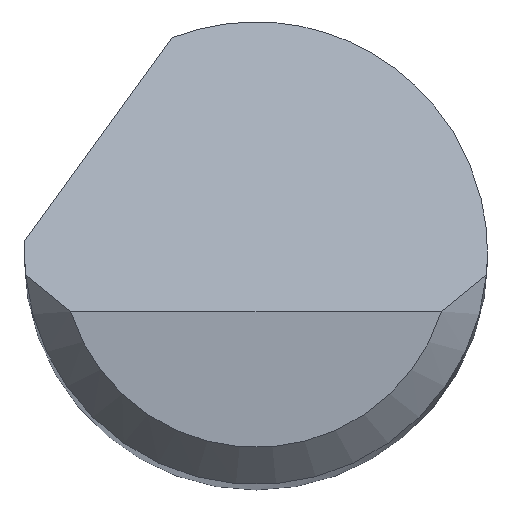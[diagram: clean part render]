
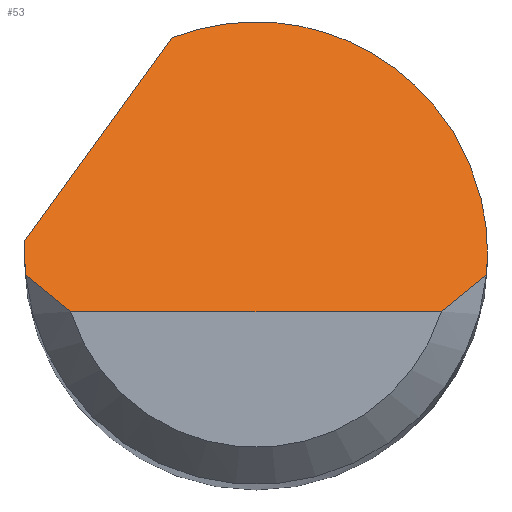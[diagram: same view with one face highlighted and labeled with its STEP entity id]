
A CAD part, top view. The second image highlights one B-rep face of the part: STEP entity #53.
In plain terms, the highlighted planar face has unit normal (0, 0.707, 0.707).
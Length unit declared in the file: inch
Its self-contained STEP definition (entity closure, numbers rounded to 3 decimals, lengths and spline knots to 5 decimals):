
#3 =( BOUNDED_CURVE ( )  B_SPLINE_CURVE ( 3, ( #424, #208, #341, #384 ),
 .UNSPECIFIED., .F., .F. ) 
 B_SPLINE_CURVE_WITH_KNOTS ( ( 4, 4 ),
 ( 1.5708, 1.66427 ),
 .UNSPECIFIED. ) 
 CURVE ( )  GEOMETRIC_REPRESENTATION_ITEM ( )  RATIONAL_B_SPLINE_CURVE ( ( 1., 0.999, 0.999, 1. ) ) 
 REPRESENTATION_ITEM ( '' )  );
#11 = VERTEX_POINT ( 'NONE', #413 ) ;
#16 = VERTEX_POINT ( 'NONE', #451 ) ;
#23 = EDGE_CURVE ( 'NONE', #288, #234, #388, .T. ) ;
#53 = ADVANCED_FACE ( 'NONE', ( #262 ), #370, .F. ) ;
#54 = CARTESIAN_POINT ( 'NONE',  ( 0.07508, -0.02375, 1.5 ) ) ;
#58 = VERTEX_POINT ( 'NONE', #218 ) ;
#71 = VERTEX_POINT ( 'NONE', #212 ) ;
#73 = CARTESIAN_POINT ( 'NONE',  ( -0.03394, 0.08739, 1.38886 ) ) ;
#81 = ORIENTED_EDGE ( 'NONE', *, *, #23, .F. ) ;
#83 = EDGE_CURVE ( 'NONE', #11, #71, #297, .T. ) ;
#87 = CARTESIAN_POINT ( 'NONE',  ( -0.09362, 0.005, 1.47125 ) ) ;
#122 = EDGE_CURVE ( 'NONE', #288, #412, #258, .T. ) ;
#123 = CARTESIAN_POINT ( 'NONE',  ( -0.09375, -0.02375, 1.5 ) ) ;
#136 = CARTESIAN_POINT ( 'NONE',  ( -0.08157, -0.019, 1.49525 ) ) ;
#146 = B_SPLINE_CURVE_WITH_KNOTS ( 'NONE', 3,
 ( #54, #531, #204, #497 ),
 .UNSPECIFIED., .F., .F.,
 ( 4, 4 ),
 ( 0., 0.00071 ),
 .UNSPECIFIED. ) ;
#158 = VECTOR ( 'NONE', #347, 39.37008 ) ;
#159 = CARTESIAN_POINT ( 'NONE',  ( 0.09375, 0.07266, 1.40359 ) ) ;
#188 = ORIENTED_EDGE ( 'NONE', *, *, #122, .T. ) ;
#200 = EDGE_CURVE ( 'NONE', #326, #16, #500, .T. ) ;
#201 = ORIENTED_EDGE ( 'NONE', *, *, #291, .T. ) ;
#204 = CARTESIAN_POINT ( 'NONE',  ( 0.08761, -0.01397, 1.49022 ) ) ;
#208 = CARTESIAN_POINT ( 'NONE',  ( 0.09375, -0.00292, 1.47917 ) ) ;
#212 = CARTESIAN_POINT ( 'NONE',  ( 0.07508, -0.02375, 1.5 ) ) ;
#214 = CARTESIAN_POINT ( 'NONE',  ( -0.09375, 0.00167, 1.47458 ) ) ;
#218 = CARTESIAN_POINT ( 'NONE',  ( 0.09334, -0.00875, 1.485 ) ) ;
#234 = VERTEX_POINT ( 'NONE', #320 ) ;
#244 = CARTESIAN_POINT ( 'NONE',  ( 0.03379, 0.11369, 1.36256 ) ) ;
#253 = ORIENTED_EDGE ( 'NONE', *, *, #375, .F. ) ;
#258 = LINE ( 'NONE', #339, #158 ) ;
#262 = FACE_OUTER_BOUND ( 'NONE', #329, .T. ) ;
#264 = CARTESIAN_POINT ( 'NONE',  ( -0.03394, 0.08739, 1.38886 ) ) ;
#288 = VERTEX_POINT ( 'NONE', #264 ) ;
#291 = EDGE_CURVE ( 'NONE', #71, #58, #146, .T. ) ;
#294 =( BOUNDED_CURVE ( )  B_SPLINE_CURVE ( 3, ( #437, #214, #520, #314 ),
 .UNSPECIFIED., .F., .F. ) 
 B_SPLINE_CURVE_WITH_KNOTS ( ( 4, 4 ),
 ( 4.71239, 4.76575 ),
 .UNSPECIFIED. ) 
 CURVE ( )  GEOMETRIC_REPRESENTATION_ITEM ( )  RATIONAL_B_SPLINE_CURVE ( ( 1., 1., 1., 1. ) ) 
 REPRESENTATION_ITEM ( '' )  );
#296 = CARTESIAN_POINT ( 'NONE',  ( -0.09334, -0.00875, 1.485 ) ) ;
#297 = LINE ( 'NONE', #305, #390 ) ;
#305 = CARTESIAN_POINT ( 'NONE',  ( 0., -0.02375, 1.5 ) ) ;
#310 = ORIENTED_EDGE ( 'NONE', *, *, #515, .T. ) ;
#314 = CARTESIAN_POINT ( 'NONE',  ( -0.09362, 0.005, 1.47125 ) ) ;
#316 = CARTESIAN_POINT ( 'NONE',  ( -0.09375, -0.00292, 1.47917 ) ) ;
#320 = CARTESIAN_POINT ( 'NONE',  ( 0.09375, 0., 1.47625 ) ) ;
#326 = VERTEX_POINT ( 'NONE', #296 ) ;
#329 = EDGE_LOOP ( 'NONE', ( #442, #201, #253, #81, #188, #344, #490, #310 ) ) ;
#339 = CARTESIAN_POINT ( 'NONE',  ( -0.11014, -0.01781, 1.49406 ) ) ;
#341 = CARTESIAN_POINT ( 'NONE',  ( 0.09361, -0.00584, 1.48209 ) ) ;
#344 = ORIENTED_EDGE ( 'NONE', *, *, #454, .F. ) ;
#347 = DIRECTION ( 'NONE',  ( -0.456, -0.629, 0.629 ) ) ;
#350 = CARTESIAN_POINT ( 'NONE',  ( -0.09334, -0.00875, 1.485 ) ) ;
#368 = CARTESIAN_POINT ( 'NONE',  ( 0.09375, 0., 1.47625 ) ) ;
#370 = PLANE ( 'NONE',  #486 ) ;
#375 = EDGE_CURVE ( 'NONE', #234, #58, #3, .T. ) ;
#384 = CARTESIAN_POINT ( 'NONE',  ( 0.09334, -0.00875, 1.485 ) ) ;
#385 = DIRECTION ( 'NONE',  ( 1., 0., 0. ) ) ;
#387 = DIRECTION ( 'NONE',  ( 0., -0.707, -0.707 ) ) ;
#388 =( BOUNDED_CURVE ( )  B_SPLINE_CURVE ( 3, ( #73, #244, #159, #368 ),
 .UNSPECIFIED., .F., .F. ) 
 B_SPLINE_CURVE_WITH_KNOTS ( ( 4, 4 ),
 ( 5.91277, 7.85398 ),
 .UNSPECIFIED. ) 
 CURVE ( )  GEOMETRIC_REPRESENTATION_ITEM ( )  RATIONAL_B_SPLINE_CURVE ( ( 1., 0.71, 0.71, 1. ) ) 
 REPRESENTATION_ITEM ( '' )  );
#390 = VECTOR ( 'NONE', #385, 39.37008 ) ;
#405 = CARTESIAN_POINT ( 'NONE',  ( -0.09375, 0., 1.47625 ) ) ;
#412 = VERTEX_POINT ( 'NONE', #87 ) ;
#413 = CARTESIAN_POINT ( 'NONE',  ( -0.07508, -0.02375, 1.5 ) ) ;
#424 = CARTESIAN_POINT ( 'NONE',  ( 0.09375, 0., 1.47625 ) ) ;
#437 = CARTESIAN_POINT ( 'NONE',  ( -0.09375, 0., 1.47625 ) ) ;
#442 = ORIENTED_EDGE ( 'NONE', *, *, #83, .T. ) ;
#451 = CARTESIAN_POINT ( 'NONE',  ( -0.09375, 0., 1.47625 ) ) ;
#454 = EDGE_CURVE ( 'NONE', #16, #412, #294, .T. ) ;
#461 = DIRECTION ( 'NONE',  ( 0., 0.707, -0.707 ) ) ;
#468 = CARTESIAN_POINT ( 'NONE',  ( -0.07508, -0.02375, 1.5 ) ) ;
#486 = AXIS2_PLACEMENT_3D ( 'NONE', #123, #387, #461 ) ;
#490 = ORIENTED_EDGE ( 'NONE', *, *, #200, .F. ) ;
#496 = B_SPLINE_CURVE_WITH_KNOTS ( 'NONE', 3,
 ( #529, #552, #136, #468 ),
 .UNSPECIFIED., .F., .F.,
 ( 4, 4 ),
 ( 0., 0.00071 ),
 .UNSPECIFIED. ) ;
#497 = CARTESIAN_POINT ( 'NONE',  ( 0.09334, -0.00875, 1.485 ) ) ;
#500 =( BOUNDED_CURVE ( )  B_SPLINE_CURVE ( 3, ( #350, #525, #316, #405 ),
 .UNSPECIFIED., .F., .T. ) 
 B_SPLINE_CURVE_WITH_KNOTS ( ( 4, 4 ),
 ( 4.61892, 4.71239 ),
 .UNSPECIFIED. ) 
 CURVE ( )  GEOMETRIC_REPRESENTATION_ITEM ( )  RATIONAL_B_SPLINE_CURVE ( ( 1., 0.999, 0.999, 1. ) ) 
 REPRESENTATION_ITEM ( '' )  );
#515 = EDGE_CURVE ( 'NONE', #326, #11, #496, .T. ) ;
#520 = CARTESIAN_POINT ( 'NONE',  ( -0.09371, 0.00333, 1.47292 ) ) ;
#525 = CARTESIAN_POINT ( 'NONE',  ( -0.09361, -0.00584, 1.48209 ) ) ;
#529 = CARTESIAN_POINT ( 'NONE',  ( -0.09334, -0.00875, 1.485 ) ) ;
#531 = CARTESIAN_POINT ( 'NONE',  ( 0.08157, -0.019, 1.49525 ) ) ;
#552 = CARTESIAN_POINT ( 'NONE',  ( -0.08761, -0.01397, 1.49022 ) ) ;
